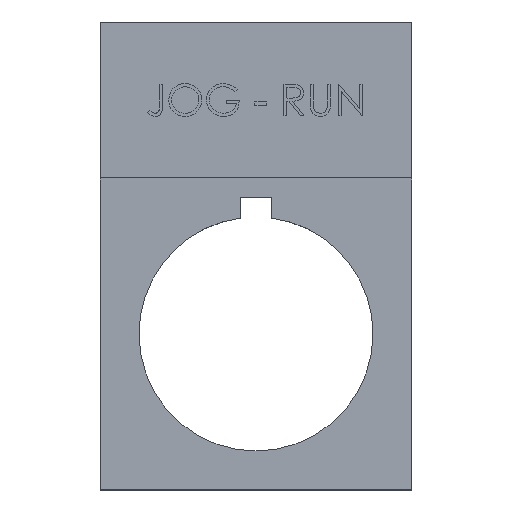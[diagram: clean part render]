
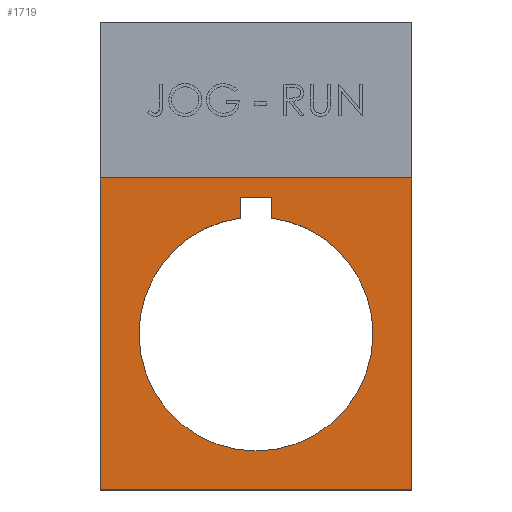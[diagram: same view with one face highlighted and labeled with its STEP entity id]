
A CAD part, top view. The second image highlights one B-rep face of the part: STEP entity #1719.
In plain terms, the highlighted planar face has unit normal (0, 0, 1).
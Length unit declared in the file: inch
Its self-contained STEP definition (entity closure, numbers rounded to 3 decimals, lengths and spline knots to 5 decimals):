
#40 = ORIENTED_EDGE ( 'NONE', *, *, #878, .T. ) ;
#102 = CARTESIAN_POINT ( 'NONE',  ( 0., 0., 0.01969 ) ) ;
#123 = DIRECTION ( 'NONE',  ( 1., 0., 0. ) ) ;
#159 = AXIS2_PLACEMENT_3D ( 'NONE', #102, #5166, #123 ) ;
#184 = LINE ( 'NONE', #2899, #5957 ) ;
#241 = VECTOR ( 'NONE', #5842, 39.37008 ) ;
#279 = AXIS2_PLACEMENT_3D ( 'NONE', #1396, #3387, #315 ) ;
#289 = EDGE_CURVE ( 'NONE', #5190, #2387, #4909, .T. ) ;
#315 = DIRECTION ( 'NONE',  ( 1., 0., 0. ) ) ;
#473 = CARTESIAN_POINT ( 'NONE',  ( -0.59055, 1.1811, 0.01969 ) ) ;
#793 = ORIENTED_EDGE ( 'NONE', *, *, #2613, .T. ) ;
#801 = CARTESIAN_POINT ( 'NONE',  ( 0.05906, 0.5177, 0.01969 ) ) ;
#835 = CARTESIAN_POINT ( 'NONE',  ( -0.59055, 0.59055, 0.01969 ) ) ;
#878 = EDGE_CURVE ( 'NONE', #6531, #2011, #2833, .T. ) ;
#922 = EDGE_CURVE ( 'NONE', #3585, #3760, #5363, .T. ) ;
#1192 = VERTEX_POINT ( 'NONE', #3553 ) ;
#1264 = CIRCLE ( 'NONE', #279, 0.44291 ) ;
#1336 = ORIENTED_EDGE ( 'NONE', *, *, #4012, .F. ) ;
#1351 = CARTESIAN_POINT ( 'NONE',  ( -0.19685, 0.59055, 0.01969 ) ) ;
#1396 = CARTESIAN_POINT ( 'NONE',  ( 0., 0., 0.01969 ) ) ;
#1468 = VECTOR ( 'NONE', #6421, 39.37008 ) ;
#1500 = ORIENTED_EDGE ( 'NONE', *, *, #3777, .T. ) ;
#1565 = EDGE_CURVE ( 'NONE', #4000, #1192, #3221, .T. ) ;
#1719 = ADVANCED_FACE ( 'NONE', ( #5124, #2905 ), #4972, .T. ) ;
#1777 = CARTESIAN_POINT ( 'NONE',  ( 0.59055, 0.59055, 0.01969 ) ) ;
#2011 = VERTEX_POINT ( 'NONE', #3355 ) ;
#2021 = CIRCLE ( 'NONE', #3834, 0.44291 ) ;
#2195 = DIRECTION ( 'NONE',  ( 0., -1., 0. ) ) ;
#2339 = EDGE_LOOP ( 'NONE', ( #1500, #3669, #793, #6422, #5267, #40 ) ) ;
#2387 = VERTEX_POINT ( 'NONE', #5336 ) ;
#2613 = EDGE_CURVE ( 'NONE', #2387, #3585, #2021, .T. ) ;
#2629 = LINE ( 'NONE', #6296, #241 ) ;
#2833 = LINE ( 'NONE', #3428, #1468 ) ;
#2870 = CARTESIAN_POINT ( 'NONE',  ( 0.19685, 0.59055, 0.01969 ) ) ;
#2899 = CARTESIAN_POINT ( 'NONE',  ( 0.05906, 0.5177, 0.01969 ) ) ;
#2905 = FACE_OUTER_BOUND ( 'NONE', #3274, .T. ) ;
#2933 = CARTESIAN_POINT ( 'NONE',  ( 0., 0., 0.01969 ) ) ;
#3194 = EDGE_CURVE ( 'NONE', #4000, #3781, #5738, .T. ) ;
#3221 = B_SPLINE_CURVE_WITH_KNOTS ( 'NONE', 3,
 ( #3865, #2870, #1351, #835 ),
 .UNSPECIFIED., .F., .F.,
 ( 4, 4 ),
 ( 0., 1. ),
 .UNSPECIFIED. ) ;
#3274 = EDGE_LOOP ( 'NONE', ( #1336, #4684, #5163, #6268 ) ) ;
#3355 = CARTESIAN_POINT ( 'NONE',  ( -0.05906, 0.5177, 0.01969 ) ) ;
#3379 = DIRECTION ( 'NONE',  ( 1., 0., 0. ) ) ;
#3387 = DIRECTION ( 'NONE',  ( 0., 0., -1. ) ) ;
#3408 = CARTESIAN_POINT ( 'NONE',  ( -0.44291, 0., 0.01969 ) ) ;
#3428 = CARTESIAN_POINT ( 'NONE',  ( -0.05906, 0.5177, 0.01969 ) ) ;
#3519 = DIRECTION ( 'NONE',  ( 0., 0., 1. ) ) ;
#3553 = CARTESIAN_POINT ( 'NONE',  ( -0.59055, 0.59055, 0.01969 ) ) ;
#3585 = VERTEX_POINT ( 'NONE', #3824 ) ;
#3669 = ORIENTED_EDGE ( 'NONE', *, *, #289, .T. ) ;
#3723 = EDGE_CURVE ( 'NONE', #3760, #6531, #1264, .T. ) ;
#3760 = VERTEX_POINT ( 'NONE', #3408 ) ;
#3777 = EDGE_CURVE ( 'NONE', #2011, #5190, #184, .T. ) ;
#3781 = VERTEX_POINT ( 'NONE', #4417 ) ;
#3824 = CARTESIAN_POINT ( 'NONE',  ( 0.44291, 0., 0.01969 ) ) ;
#3834 = AXIS2_PLACEMENT_3D ( 'NONE', #2933, #5411, #3379 ) ;
#3865 = CARTESIAN_POINT ( 'NONE',  ( 0.59055, 0.59055, 0.01969 ) ) ;
#3886 = CARTESIAN_POINT ( 'NONE',  ( -0.59055, -0.59055, 0.01969 ) ) ;
#4000 = VERTEX_POINT ( 'NONE', #1777 ) ;
#4006 = VECTOR ( 'NONE', #5546, 39.37008 ) ;
#4012 = EDGE_CURVE ( 'NONE', #3781, #5235, #2629, .T. ) ;
#4369 = AXIS2_PLACEMENT_3D ( 'NONE', #6460, #3519, #4997 ) ;
#4402 = VECTOR ( 'NONE', #2195, 39.37008 ) ;
#4417 = CARTESIAN_POINT ( 'NONE',  ( 0.59055, -0.59055, 0.01969 ) ) ;
#4684 = ORIENTED_EDGE ( 'NONE', *, *, #3194, .F. ) ;
#4909 = LINE ( 'NONE', #6504, #5376 ) ;
#4972 = PLANE ( 'NONE',  #4369 ) ;
#4997 = DIRECTION ( 'NONE',  ( 1., 0., 0. ) ) ;
#5119 = CARTESIAN_POINT ( 'NONE',  ( 0.59055, -0.59055, 0.01969 ) ) ;
#5124 = FACE_BOUND ( 'NONE', #2339, .T. ) ;
#5163 = ORIENTED_EDGE ( 'NONE', *, *, #1565, .T. ) ;
#5166 = DIRECTION ( 'NONE',  ( 0., 0., -1. ) ) ;
#5190 = VERTEX_POINT ( 'NONE', #801 ) ;
#5235 = VERTEX_POINT ( 'NONE', #3886 ) ;
#5267 = ORIENTED_EDGE ( 'NONE', *, *, #3723, .T. ) ;
#5336 = CARTESIAN_POINT ( 'NONE',  ( 0.05906, 0.43896, 0.01969 ) ) ;
#5363 = CIRCLE ( 'NONE', #159, 0.44291 ) ;
#5376 = VECTOR ( 'NONE', #5996, 39.37008 ) ;
#5395 = DIRECTION ( 'NONE',  ( 1., 0., 0. ) ) ;
#5411 = DIRECTION ( 'NONE',  ( 0., 0., -1. ) ) ;
#5546 = DIRECTION ( 'NONE',  ( 0., 1., 0. ) ) ;
#5738 = LINE ( 'NONE', #5119, #4402 ) ;
#5739 = LINE ( 'NONE', #473, #4006 ) ;
#5842 = DIRECTION ( 'NONE',  ( -1., 0., 0. ) ) ;
#5884 = CARTESIAN_POINT ( 'NONE',  ( -0.05906, 0.43896, 0.01969 ) ) ;
#5957 = VECTOR ( 'NONE', #5395, 39.37008 ) ;
#5996 = DIRECTION ( 'NONE',  ( 0., -1., 0. ) ) ;
#6119 = EDGE_CURVE ( 'NONE', #5235, #1192, #5739, .T. ) ;
#6268 = ORIENTED_EDGE ( 'NONE', *, *, #6119, .F. ) ;
#6296 = CARTESIAN_POINT ( 'NONE',  ( -0.59055, -0.59055, 0.01969 ) ) ;
#6421 = DIRECTION ( 'NONE',  ( 0., 1., 0. ) ) ;
#6422 = ORIENTED_EDGE ( 'NONE', *, *, #922, .T. ) ;
#6460 = CARTESIAN_POINT ( 'NONE',  ( 0., 0.29528, 0.01969 ) ) ;
#6504 = CARTESIAN_POINT ( 'NONE',  ( 0.05906, 0.43896, 0.01969 ) ) ;
#6531 = VERTEX_POINT ( 'NONE', #5884 ) ;
